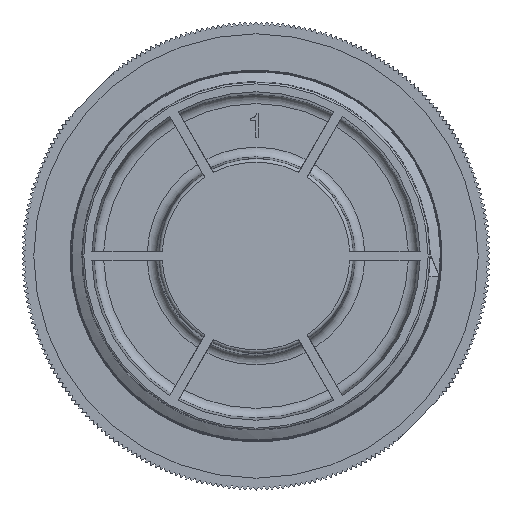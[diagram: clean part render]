
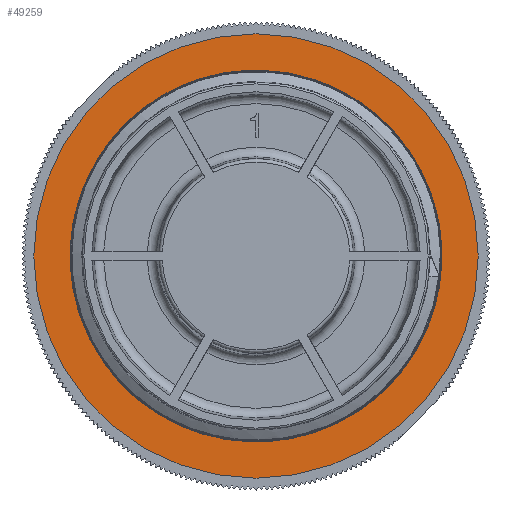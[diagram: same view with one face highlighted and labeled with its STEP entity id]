
A CAD part, front view. The second image highlights one B-rep face of the part: STEP entity #49259.
In plain terms, the highlighted planar face has unit normal (0, -1, 0).
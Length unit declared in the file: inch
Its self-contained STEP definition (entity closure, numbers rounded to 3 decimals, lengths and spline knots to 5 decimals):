
#49217=CARTESIAN_POINT('',(1.375,0.,0.0));
#49218=VERTEX_POINT('',#49217);
#49219=CARTESIAN_POINT('',(0.0,0.,0.0));
#49220=DIRECTION('',(0.0,-1.0,0.0));
#49221=DIRECTION('',(1.0,0.0,0.0));
#49222=AXIS2_PLACEMENT_3D('',#49219,#49220,#49221);
#49223=CIRCLE('',#49222,1.375);
#49224=EDGE_CURVE('',#49218,#49218,#49223,.T.);
#49240=CARTESIAN_POINT('',(1.2625,0.,0.0));
#49241=DIRECTION('',(0.0,-1.0,0.0));
#49242=DIRECTION('',(0.0,0.0,-1.0));
#49243=AXIS2_PLACEMENT_3D('',#49240,#49241,#49242);
#49244=PLANE('',#49243);
#49245=ORIENTED_EDGE('',*,*,#49224,.T.);
#49246=EDGE_LOOP('',(#49245));
#49247=FACE_OUTER_BOUND('',#49246,.T.);
#49248=CARTESIAN_POINT('',(1.15,0.0,0.0));
#49249=VERTEX_POINT('',#49248);
#49250=CARTESIAN_POINT('',(0.0,0.0,0.0));
#49251=DIRECTION('',(0.0,-1.0,0.0));
#49252=DIRECTION('',(1.0,0.0,0.0));
#49253=AXIS2_PLACEMENT_3D('',#49250,#49251,#49252);
#49254=CIRCLE('',#49253,1.15);
#49255=EDGE_CURVE('',#49249,#49249,#49254,.T.);
#49256=ORIENTED_EDGE('',*,*,#49255,.F.);
#49257=EDGE_LOOP('',(#49256));
#49258=FACE_BOUND('',#49257,.T.);
#49259=ADVANCED_FACE('',(#49247,#49258),#49244,.T.);
